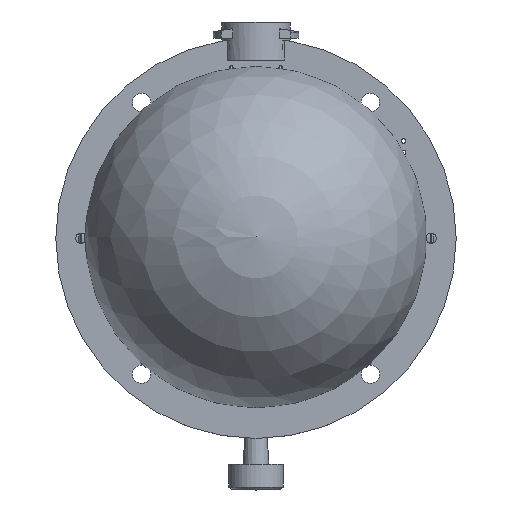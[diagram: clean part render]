
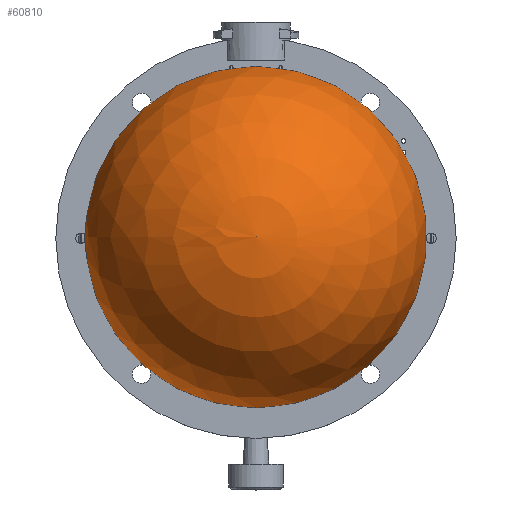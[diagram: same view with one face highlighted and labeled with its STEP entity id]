
A CAD part, top view. The second image highlights one B-rep face of the part: STEP entity #60810.
In plain terms, the highlighted spherical face has radius 30 mm.
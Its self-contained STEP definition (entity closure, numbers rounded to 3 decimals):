
#17=SPHERICAL_SURFACE('',#65931,30.);
#8340=FACE_OUTER_BOUND('',#11187,.T.);
#11187=EDGE_LOOP('',(#57403,#57404,#57405,#57406));
#12988=CIRCLE('',#65913,24.255);
#12991=CIRCLE('',#65916,24.255);
#13002=CIRCLE('',#65932,30.);
#33925=VERTEX_POINT('',#181962);
#33926=VERTEX_POINT('',#181963);
#33935=VERTEX_POINT('',#182046);
#43016=EDGE_CURVE('',#33925,#33926,#12988,.T.);
#43019=EDGE_CURVE('',#33926,#33925,#12991,.T.);
#43031=EDGE_CURVE('',#33935,#33925,#13002,.T.);
#57403=ORIENTED_EDGE('',*,*,#43016,.F.);
#57404=ORIENTED_EDGE('',*,*,#43031,.F.);
#57405=ORIENTED_EDGE('',*,*,#43031,.T.);
#57406=ORIENTED_EDGE('',*,*,#43019,.F.);
#60810=ADVANCED_FACE('',(#8340),#17,.T.);
#65913=AXIS2_PLACEMENT_3D('',#181964,#81732,#81733);
#65916=AXIS2_PLACEMENT_3D('',#181968,#81738,#81739);
#65931=AXIS2_PLACEMENT_3D('',#182045,#81769,#81770);
#65932=AXIS2_PLACEMENT_3D('',#182047,#81771,#81772);
#81732=DIRECTION('center_axis',(0.,0.,-1.));
#81733=DIRECTION('ref_axis',(1.,0.,0.));
#81738=DIRECTION('center_axis',(0.,0.,-1.));
#81739=DIRECTION('ref_axis',(1.,0.,0.));
#81769=DIRECTION('center_axis',(0.,0.,1.));
#81770=DIRECTION('ref_axis',(1.,0.,0.));
#81771=DIRECTION('center_axis',(0.,-1.,0.));
#81772=DIRECTION('ref_axis',(-1.,0.,0.));
#181962=CARTESIAN_POINT('',(-24.255,0.,94.686));
#181963=CARTESIAN_POINT('',(24.255,0.,94.686));
#181964=CARTESIAN_POINT('Origin',(0.,0.,94.686));
#181968=CARTESIAN_POINT('Origin',(0.,0.,94.686));
#182045=CARTESIAN_POINT('Origin',(0.,0.,112.342));
#182046=CARTESIAN_POINT('',(0.,0.,
142.342));
#182047=CARTESIAN_POINT('Origin',(0.,0.,112.342));
